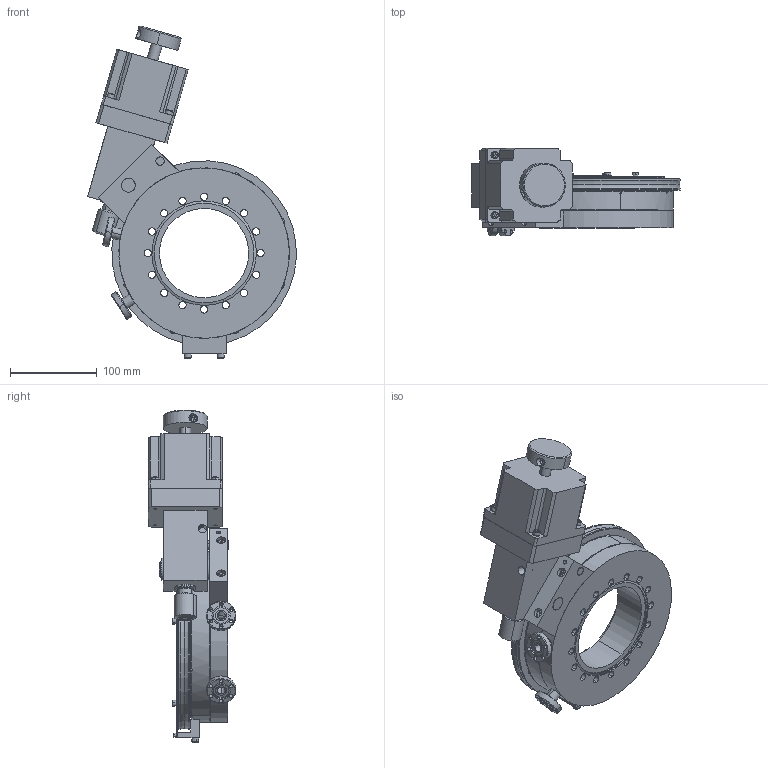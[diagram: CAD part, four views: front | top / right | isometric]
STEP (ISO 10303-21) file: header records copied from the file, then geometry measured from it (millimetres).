
FILE_DESCRIPTION (( 'STEP AP214' ), '1' );
FILE_NAME ('aspfx.RNN-400_MS.STEP', '2016-05-19T00:36:44', ( 'My Thermionics' ), ( '' ), 'SwSTEP 2.0', 'SolidWorks 2010', '' );
FILE_SCHEMA (( 'AUTOMOTIVE_DESIGN' ));
Length unit declared in the file: inch
Products named in the file (1): aspfx.RNN-400_MS
Bounding box: 240.92 x 101.12 x 383.44 mm (x, y, z)
Surface area: 282619.1 mm2 (no closed solid volume)
Topology: 0 solids, 82 shells, 1100 faces, 5479 edges, 4030 vertices
Faces by surface type: plane 689, cylinder 297, cone 106, torus 8
Entity records: 69571 total; most frequent: CARTESIAN_POINT 11823, DIRECTION 9213, ORIENTED_EDGE 7925, EDGE_CURVE 5455, VERTEX_POINT 4030, VECTOR 3767, LINE 3767, AXIS2_PLACEMENT_3D 2723
